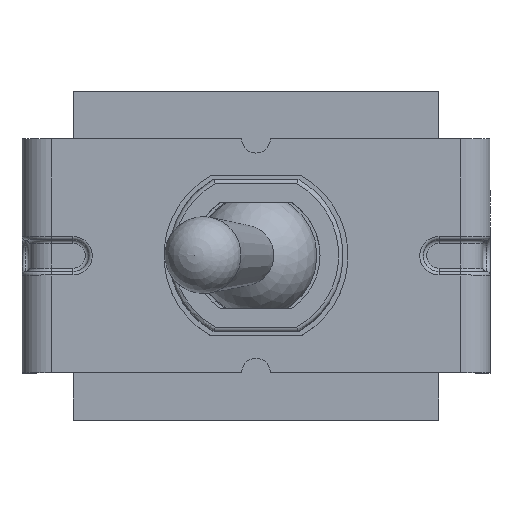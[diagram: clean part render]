
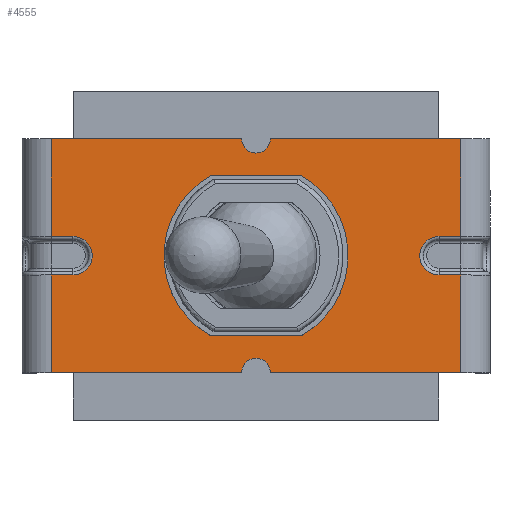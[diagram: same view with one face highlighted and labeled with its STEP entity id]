
A CAD part, top view. The second image highlights one B-rep face of the part: STEP entity #4555.
In plain terms, the highlighted planar face has unit normal (0, 0, 1).
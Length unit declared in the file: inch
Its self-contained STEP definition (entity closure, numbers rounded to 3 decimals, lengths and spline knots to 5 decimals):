
#34=FACE_BOUND('',#561,.T.);
#291=FACE_OUTER_BOUND('',#560,.T.);
#560=EDGE_LOOP('',(#3043,#3044,#3045,#3046,#3047,#3048,#3049,#3050,#3051,
#3052,#3053,#3054,#3055,#3056,#3057,#3058));
#561=EDGE_LOOP('',(#3059,#3060,#3061,#3062));
#843=CIRCLE('',#4859,0.01969);
#844=CIRCLE('',#4860,0.02638);
#845=CIRCLE('',#4861,0.01969);
#846=CIRCLE('',#4862,0.02638);
#847=CIRCLE('',#4863,0.12598);
#848=CIRCLE('',#4864,0.12598);
#1041=LINE('',#6699,#1448);
#1042=LINE('',#6701,#1449);
#1043=LINE('',#6703,#1450);
#1044=LINE('',#6707,#1451);
#1045=LINE('',#6709,#1452);
#1046=LINE('',#6711,#1453);
#1047=LINE('',#6715,#1454);
#1048=LINE('',#6717,#1455);
#1049=LINE('',#6719,#1456);
#1050=LINE('',#6723,#1457);
#1051=LINE('',#6725,#1458);
#1052=LINE('',#6726,#1459);
#1053=LINE('',#6731,#1460);
#1054=LINE('',#6734,#1461);
#1448=VECTOR('',#5353,0.3937);
#1449=VECTOR('',#5354,0.3937);
#1450=VECTOR('',#5355,0.3937);
#1451=VECTOR('',#5358,0.3937);
#1452=VECTOR('',#5359,0.3937);
#1453=VECTOR('',#5360,0.3937);
#1454=VECTOR('',#5363,0.3937);
#1455=VECTOR('',#5364,0.3937);
#1456=VECTOR('',#5365,0.3937);
#1457=VECTOR('',#5368,0.3937);
#1458=VECTOR('',#5369,0.3937);
#1459=VECTOR('',#5370,0.3937);
#1460=VECTOR('',#5373,0.3937);
#1461=VECTOR('',#5376,0.3937);
#1866=VERTEX_POINT('',#6695);
#1867=VERTEX_POINT('',#6696);
#1868=VERTEX_POINT('',#6698);
#1869=VERTEX_POINT('',#6700);
#1870=VERTEX_POINT('',#6702);
#1871=VERTEX_POINT('',#6704);
#1872=VERTEX_POINT('',#6706);
#1873=VERTEX_POINT('',#6708);
#1874=VERTEX_POINT('',#6710);
#1875=VERTEX_POINT('',#6712);
#1876=VERTEX_POINT('',#6714);
#1877=VERTEX_POINT('',#6716);
#1878=VERTEX_POINT('',#6718);
#1879=VERTEX_POINT('',#6720);
#1880=VERTEX_POINT('',#6722);
#1881=VERTEX_POINT('',#6724);
#1882=VERTEX_POINT('',#6727);
#1883=VERTEX_POINT('',#6728);
#1884=VERTEX_POINT('',#6730);
#1885=VERTEX_POINT('',#6732);
#2325=EDGE_CURVE('',#1866,#1867,#843,.T.);
#2326=EDGE_CURVE('',#1868,#1867,#1041,.T.);
#2327=EDGE_CURVE('',#1868,#1869,#1042,.T.);
#2328=EDGE_CURVE('',#1870,#1869,#1043,.T.);
#2329=EDGE_CURVE('',#1871,#1870,#844,.T.);
#2330=EDGE_CURVE('',#1872,#1871,#1044,.T.);
#2331=EDGE_CURVE('',#1872,#1873,#1045,.T.);
#2332=EDGE_CURVE('',#1874,#1873,#1046,.T.);
#2333=EDGE_CURVE('',#1874,#1875,#845,.T.);
#2334=EDGE_CURVE('',#1876,#1875,#1047,.T.);
#2335=EDGE_CURVE('',#1876,#1877,#1048,.T.);
#2336=EDGE_CURVE('',#1878,#1877,#1049,.T.);
#2337=EDGE_CURVE('',#1879,#1878,#846,.T.);
#2338=EDGE_CURVE('',#1880,#1879,#1050,.T.);
#2339=EDGE_CURVE('',#1880,#1881,#1051,.T.);
#2340=EDGE_CURVE('',#1866,#1881,#1052,.T.);
#2341=EDGE_CURVE('',#1882,#1883,#847,.T.);
#2342=EDGE_CURVE('',#1883,#1884,#1053,.T.);
#2343=EDGE_CURVE('',#1884,#1885,#848,.T.);
#2344=EDGE_CURVE('',#1885,#1882,#1054,.T.);
#3043=ORIENTED_EDGE('',*,*,#2325,.T.);
#3044=ORIENTED_EDGE('',*,*,#2326,.F.);
#3045=ORIENTED_EDGE('',*,*,#2327,.T.);
#3046=ORIENTED_EDGE('',*,*,#2328,.F.);
#3047=ORIENTED_EDGE('',*,*,#2329,.F.);
#3048=ORIENTED_EDGE('',*,*,#2330,.F.);
#3049=ORIENTED_EDGE('',*,*,#2331,.T.);
#3050=ORIENTED_EDGE('',*,*,#2332,.F.);
#3051=ORIENTED_EDGE('',*,*,#2333,.T.);
#3052=ORIENTED_EDGE('',*,*,#2334,.F.);
#3053=ORIENTED_EDGE('',*,*,#2335,.T.);
#3054=ORIENTED_EDGE('',*,*,#2336,.F.);
#3055=ORIENTED_EDGE('',*,*,#2337,.F.);
#3056=ORIENTED_EDGE('',*,*,#2338,.F.);
#3057=ORIENTED_EDGE('',*,*,#2339,.T.);
#3058=ORIENTED_EDGE('',*,*,#2340,.F.);
#3059=ORIENTED_EDGE('',*,*,#2341,.T.);
#3060=ORIENTED_EDGE('',*,*,#2342,.T.);
#3061=ORIENTED_EDGE('',*,*,#2343,.T.);
#3062=ORIENTED_EDGE('',*,*,#2344,.T.);
#4424=PLANE('',#4858);
#4555=ADVANCED_FACE('',(#291,#34),#4424,.T.);
#4858=AXIS2_PLACEMENT_3D('',#6694,#5349,#5350);
#4859=AXIS2_PLACEMENT_3D('',#6697,#5351,#5352);
#4860=AXIS2_PLACEMENT_3D('',#6705,#5356,#5357);
#4861=AXIS2_PLACEMENT_3D('',#6713,#5361,#5362);
#4862=AXIS2_PLACEMENT_3D('',#6721,#5366,#5367);
#4863=AXIS2_PLACEMENT_3D('',#6729,#5371,#5372);
#4864=AXIS2_PLACEMENT_3D('',#6733,#5374,#5375);
#5349=DIRECTION('center_axis',(0.,0.,
1.));
#5350=DIRECTION('ref_axis',(-1.,0.,0.));
#5351=DIRECTION('center_axis',(0.,0.,
-1.));
#5352=DIRECTION('ref_axis',(1.,0.,0.));
#5353=DIRECTION('',(1.,0.,0.));
#5354=DIRECTION('',(0.,-1.,0.));
#5355=DIRECTION('',(-1.,0.,0.));
#5356=DIRECTION('center_axis',(0.,0.,
1.));
#5357=DIRECTION('ref_axis',(1.,0.,0.));
#5358=DIRECTION('',(1.,0.,0.));
#5359=DIRECTION('',(0.,-1.,0.));
#5360=DIRECTION('',(-1.,0.,0.));
#5361=DIRECTION('center_axis',(0.,0.,
-1.));
#5362=DIRECTION('ref_axis',(1.,0.,0.));
#5363=DIRECTION('',(-1.,0.,0.));
#5364=DIRECTION('',(0.,1.,0.));
#5365=DIRECTION('',(1.,0.,0.));
#5366=DIRECTION('center_axis',(0.,0.,
1.));
#5367=DIRECTION('ref_axis',(-1.,0.,0.));
#5368=DIRECTION('',(-1.,0.,0.));
#5369=DIRECTION('',(0.,1.,0.));
#5370=DIRECTION('',(1.,0.,0.));
#5371=DIRECTION('center_axis',(0.,0.,
-1.));
#5372=DIRECTION('ref_axis',(-0.495,0.869,0.));
#5373=DIRECTION('',(-1.,0.,0.));
#5374=DIRECTION('center_axis',(0.,0.,
-1.));
#5375=DIRECTION('ref_axis',(0.495,-0.869,0.));
#5376=DIRECTION('',(1.,0.,0.));
#6694=CARTESIAN_POINT('Origin',(0.,0.,
0.43031));
#6695=CARTESIAN_POINT('',(0.01969,0.16004,0.43031));
#6696=CARTESIAN_POINT('',(-0.01969,0.16004,0.43031));
#6697=CARTESIAN_POINT('Origin',(0.,0.16004,0.43031));
#6698=CARTESIAN_POINT('',(-0.27992,0.16004,0.43031));
#6699=CARTESIAN_POINT('',(-0.32008,0.16004,0.43031));
#6700=CARTESIAN_POINT('',(-0.27992,0.02638,0.43031));
#6701=CARTESIAN_POINT('',(-0.27992,0.08002,0.43031));
#6702=CARTESIAN_POINT('',(-0.25039,0.02638,0.43031));
#6703=CARTESIAN_POINT('',(-0.16004,0.02638,0.43031));
#6704=CARTESIAN_POINT('',(-0.25039,-0.02638,0.43031));
#6705=CARTESIAN_POINT('Origin',(-0.25039,0.,
0.43031));
#6706=CARTESIAN_POINT('',(-0.27992,-0.02638,0.43031));
#6707=CARTESIAN_POINT('',(-0.16004,-0.02638,0.43031));
#6708=CARTESIAN_POINT('',(-0.27992,-0.16004,0.43031));
#6709=CARTESIAN_POINT('',(-0.27992,0.08002,0.43031));
#6710=CARTESIAN_POINT('',(-0.01969,-0.16004,0.43031));
#6711=CARTESIAN_POINT('',(0.32008,-0.16004,0.43031));
#6712=CARTESIAN_POINT('',(0.01969,-0.16004,0.43031));
#6713=CARTESIAN_POINT('Origin',(0.,-0.16004,
0.43031));
#6714=CARTESIAN_POINT('',(0.27992,-0.16004,0.43031));
#6715=CARTESIAN_POINT('',(0.32008,-0.16004,0.43031));
#6716=CARTESIAN_POINT('',(0.27992,-0.02638,0.43031));
#6717=CARTESIAN_POINT('',(0.27992,-0.08002,0.43031));
#6718=CARTESIAN_POINT('',(0.25039,-0.02638,0.43031));
#6719=CARTESIAN_POINT('',(0.16004,-0.02638,0.43031));
#6720=CARTESIAN_POINT('',(0.25039,0.02638,0.43031));
#6721=CARTESIAN_POINT('Origin',(0.25039,0.,
0.43031));
#6722=CARTESIAN_POINT('',(0.27992,0.02638,0.43031));
#6723=CARTESIAN_POINT('',(0.16004,0.02638,0.43031));
#6724=CARTESIAN_POINT('',(0.27992,0.16004,0.43031));
#6725=CARTESIAN_POINT('',(0.27992,-0.08002,0.43031));
#6726=CARTESIAN_POINT('',(-0.32008,0.16004,0.43031));
#6727=CARTESIAN_POINT('',(0.06239,0.10945,0.43031));
#6728=CARTESIAN_POINT('',(0.06239,-0.10945,0.43031));
#6729=CARTESIAN_POINT('Origin',(0.,0.,
0.43031));
#6730=CARTESIAN_POINT('',(-0.06239,-0.10945,0.43031));
#6731=CARTESIAN_POINT('',(0.06239,-0.10945,0.43031));
#6732=CARTESIAN_POINT('',(-0.06239,0.10945,0.43031));
#6733=CARTESIAN_POINT('Origin',(0.,0.,
0.43031));
#6734=CARTESIAN_POINT('',(-0.06239,0.10945,0.43031));
